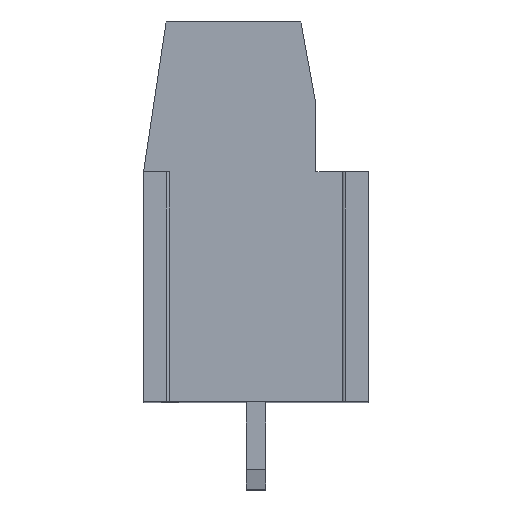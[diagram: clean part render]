
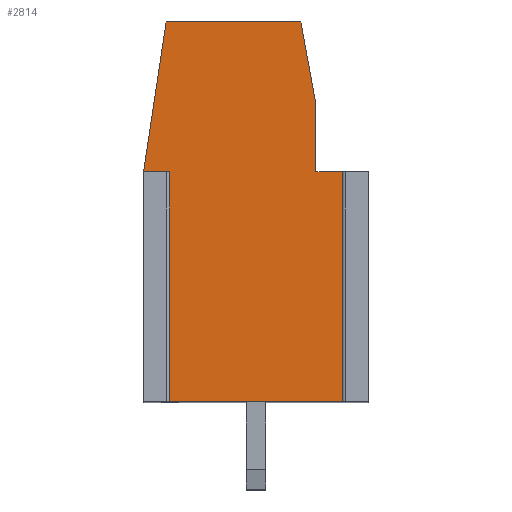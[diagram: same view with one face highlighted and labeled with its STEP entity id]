
A CAD part, top view. The second image highlights one B-rep face of the part: STEP entity #2814.
In plain terms, the highlighted planar face has unit normal (0, 0, 1).
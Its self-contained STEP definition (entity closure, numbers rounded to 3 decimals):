
#959=CARTESIAN_POINT('',(3.427,-8.219,11.43));
#960=VERTEX_POINT('',#959);
#967=CARTESIAN_POINT('',(-3.823,-8.219,11.43));
#968=VERTEX_POINT('',#967);
#969=CARTESIAN_POINT('',(3.427,-8.219,11.43));
#970=DIRECTION('',(-1.,0.,0.));
#971=VECTOR('',#970,7.25);
#972=LINE('',#969,#971);
#973=EDGE_CURVE('',#960,#968,#972,.T.);
#1814=CARTESIAN_POINT('',(-4.698,0.981,11.43));
#1815=VERTEX_POINT('',#1814);
#2483=CARTESIAN_POINT('',(-3.798,6.981,11.43));
#2484=VERTEX_POINT('',#2483);
#2491=CARTESIAN_POINT('',(1.602,6.981,11.43));
#2492=VERTEX_POINT('',#2491);
#2493=CARTESIAN_POINT('',(-3.798,6.981,11.43));
#2494=DIRECTION('',(1.,0.,0.));
#2495=VECTOR('',#2494,5.4);
#2496=LINE('',#2493,#2495);
#2497=EDGE_CURVE('',#2484,#2492,#2496,.T.);
#2558=CARTESIAN_POINT('',(-4.698,0.981,11.43));
#2559=DIRECTION('',(0.148,0.989,0.));
#2560=VECTOR('',#2559,6.067);
#2561=LINE('',#2558,#2560);
#2562=EDGE_CURVE('',#1815,#2484,#2561,.T.);
#2631=CARTESIAN_POINT('',(2.202,0.981,11.43));
#2632=VERTEX_POINT('',#2631);
#2639=CARTESIAN_POINT('',(3.427,0.981,11.43));
#2640=VERTEX_POINT('',#2639);
#2641=CARTESIAN_POINT('',(2.202,0.981,11.43));
#2642=DIRECTION('',(1.,0.,0.));
#2643=VECTOR('',#2642,1.225);
#2644=LINE('',#2641,#2643);
#2645=EDGE_CURVE('',#2632,#2640,#2644,.T.);
#2741=CARTESIAN_POINT('',(2.202,3.681,11.43));
#2742=VERTEX_POINT('',#2741);
#2749=CARTESIAN_POINT('',(2.202,3.681,11.43));
#2750=DIRECTION('',(0.,-1.,0.));
#2751=VECTOR('',#2750,2.7);
#2752=LINE('',#2749,#2751);
#2753=EDGE_CURVE('',#2742,#2632,#2752,.T.);
#2771=CARTESIAN_POINT('',(1.602,6.981,11.43));
#2772=DIRECTION('',(0.179,-0.984,0.));
#2773=VECTOR('',#2772,3.354);
#2774=LINE('',#2771,#2773);
#2775=EDGE_CURVE('',#2492,#2742,#2774,.T.);
#2781=CARTESIAN_POINT('',(-4.698,6.981,11.43));
#2782=DIRECTION('',(1.,0.,0.));
#2783=DIRECTION('',(0.,0.,1.));
#2784=AXIS2_PLACEMENT_3D('',#2781,#2783,#2782);
#2785=PLANE('',#2784);
#2786=CARTESIAN_POINT('',(3.427,-8.219,11.43));
#2787=DIRECTION('',(0.,1.,0.));
#2788=VECTOR('',#2787,9.2);
#2789=LINE('',#2786,#2788);
#2790=EDGE_CURVE('',#960,#2640,#2789,.T.);
#2791=ORIENTED_EDGE('',*,*,#2790,.T.);
#2792=ORIENTED_EDGE('',*,*,#2645,.F.);
#2793=ORIENTED_EDGE('',*,*,#2753,.F.);
#2794=ORIENTED_EDGE('',*,*,#2775,.F.);
#2795=ORIENTED_EDGE('',*,*,#2497,.F.);
#2796=ORIENTED_EDGE('',*,*,#2562,.F.);
#2797=CARTESIAN_POINT('',(-3.823,0.981,11.43));
#2798=VERTEX_POINT('',#2797);
#2799=CARTESIAN_POINT('',(-4.698,0.981,11.43));
#2800=DIRECTION('',(1.,0.,0.));
#2801=VECTOR('',#2800,0.875);
#2802=LINE('',#2799,#2801);
#2803=EDGE_CURVE('',#1815,#2798,#2802,.T.);
#2804=ORIENTED_EDGE('',*,*,#2803,.T.);
#2805=CARTESIAN_POINT('',(-3.823,0.981,11.43));
#2806=DIRECTION('',(0.,-1.,0.));
#2807=VECTOR('',#2806,9.2);
#2808=LINE('',#2805,#2807);
#2809=EDGE_CURVE('',#2798,#968,#2808,.T.);
#2810=ORIENTED_EDGE('',*,*,#2809,.T.);
#2811=ORIENTED_EDGE('',*,*,#973,.F.);
#2812=EDGE_LOOP('',(#2791,#2792,#2793,#2794,#2795,#2796,#2804,#2810,#2811));
#2813=FACE_OUTER_BOUND('',#2812,.T.);
#2814=ADVANCED_FACE('',(#2813),#2785,.T.);
